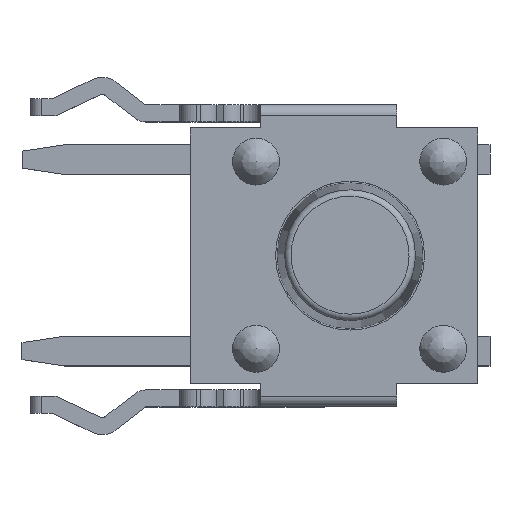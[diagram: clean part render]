
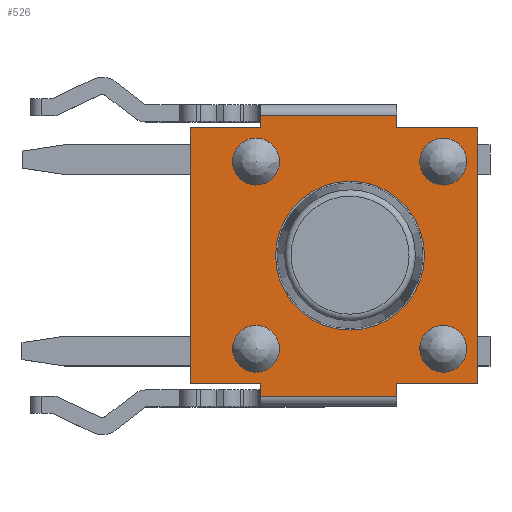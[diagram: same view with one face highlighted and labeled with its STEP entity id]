
A CAD part, top view. The second image highlights one B-rep face of the part: STEP entity #526.
In plain terms, the highlighted planar face has unit normal (0, 0, 1).
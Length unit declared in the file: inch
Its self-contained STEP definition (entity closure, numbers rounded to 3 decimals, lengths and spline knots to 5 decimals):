
#368=CARTESIAN_POINT('',(-0.16053,-0.14331,0.12953));
#369=DIRECTION('',(0.0,0.0,1.0));
#370=DIRECTION('',(1.0,0.0,0.0));
#371=AXIS2_PLACEMENT_3D('',#368,#369,#370);
#372=PLANE('',#371);
#373=CARTESIAN_POINT('',(0.0437,-0.13031,0.12953));
#374=VERTEX_POINT('',#373);
#375=CARTESIAN_POINT('',(-0.08228,-0.13031,0.12953));
#376=VERTEX_POINT('',#375);
#377=CARTESIAN_POINT('',(0.0437,-0.13031,0.12953));
#378=DIRECTION('',(-1.0,0.0,0.0));
#379=VECTOR('',#378,0.12598);
#380=LINE('',#377,#379);
#381=EDGE_CURVE('',#374,#376,#380,.T.);
#382=ORIENTED_EDGE('',*,*,#381,.F.);
#383=CARTESIAN_POINT('',(0.0437,-0.1185,0.12953));
#384=VERTEX_POINT('',#383);
#385=CARTESIAN_POINT('',(0.0437,-0.1185,0.12953));
#386=DIRECTION('',(0.0,-1.0,0.0));
#387=VECTOR('',#386,0.01181);
#388=LINE('',#385,#387);
#389=EDGE_CURVE('',#384,#374,#388,.T.);
#390=ORIENTED_EDGE('',*,*,#389,.F.);
#391=CARTESIAN_POINT('',(0.1185,-0.1185,0.12953));
#392=VERTEX_POINT('',#391);
#393=CARTESIAN_POINT('',(0.1185,-0.1185,0.12953));
#394=DIRECTION('',(-1.0,0.0,0.0));
#395=VECTOR('',#394,0.0748);
#396=LINE('',#393,#395);
#397=EDGE_CURVE('',#392,#384,#396,.T.);
#398=ORIENTED_EDGE('',*,*,#397,.F.);
#399=CARTESIAN_POINT('',(0.1185,0.11772,0.12953));
#400=VERTEX_POINT('',#399);
#401=CARTESIAN_POINT('',(0.1185,0.11772,0.12953));
#402=DIRECTION('',(0.0,-1.0,0.0));
#403=VECTOR('',#402,0.23622);
#404=LINE('',#401,#403);
#405=EDGE_CURVE('',#400,#392,#404,.T.);
#406=ORIENTED_EDGE('',*,*,#405,.F.);
#407=CARTESIAN_POINT('',(0.0437,0.11772,0.12953));
#408=VERTEX_POINT('',#407);
#409=CARTESIAN_POINT('',(0.0437,0.11772,0.12953));
#410=DIRECTION('',(1.0,0.0,0.0));
#411=VECTOR('',#410,0.0748);
#412=LINE('',#409,#411);
#413=EDGE_CURVE('',#408,#400,#412,.T.);
#414=ORIENTED_EDGE('',*,*,#413,.F.);
#415=CARTESIAN_POINT('',(0.0437,0.12953,0.12953));
#416=VERTEX_POINT('',#415);
#417=CARTESIAN_POINT('',(0.0437,0.12953,0.12953));
#418=DIRECTION('',(0.0,-1.0,0.0));
#419=VECTOR('',#418,0.01181);
#420=LINE('',#417,#419);
#421=EDGE_CURVE('',#416,#408,#420,.T.);
#422=ORIENTED_EDGE('',*,*,#421,.F.);
#423=CARTESIAN_POINT('',(-0.08228,0.12953,0.12953));
#424=VERTEX_POINT('',#423);
#425=CARTESIAN_POINT('',(-0.08228,0.12953,0.12953));
#426=DIRECTION('',(1.0,0.0,0.0));
#427=VECTOR('',#426,0.12598);
#428=LINE('',#425,#427);
#429=EDGE_CURVE('',#424,#416,#428,.T.);
#430=ORIENTED_EDGE('',*,*,#429,.F.);
#431=CARTESIAN_POINT('',(-0.08228,0.11772,0.12953));
#432=VERTEX_POINT('',#431);
#433=CARTESIAN_POINT('',(-0.08228,0.12953,0.12953));
#434=DIRECTION('',(0.0,-1.0,0.0));
#435=VECTOR('',#434,0.01181);
#436=LINE('',#433,#435);
#437=EDGE_CURVE('',#424,#432,#436,.T.);
#438=ORIENTED_EDGE('',*,*,#437,.T.);
#439=CARTESIAN_POINT('',(-0.14724,0.11772,0.12953));
#440=VERTEX_POINT('',#439);
#441=CARTESIAN_POINT('',(-0.14724,0.11772,0.12953));
#442=DIRECTION('',(1.0,0.0,0.0));
#443=VECTOR('',#442,0.06496);
#444=LINE('',#441,#443);
#445=EDGE_CURVE('',#440,#432,#444,.T.);
#446=ORIENTED_EDGE('',*,*,#445,.F.);
#447=CARTESIAN_POINT('',(-0.14724,-0.1185,0.12953));
#448=VERTEX_POINT('',#447);
#449=CARTESIAN_POINT('',(-0.14724,-0.1185,0.12953));
#450=DIRECTION('',(0.0,1.0,0.0));
#451=VECTOR('',#450,0.23622);
#452=LINE('',#449,#451);
#453=EDGE_CURVE('',#448,#440,#452,.T.);
#454=ORIENTED_EDGE('',*,*,#453,.F.);
#455=CARTESIAN_POINT('',(-0.08228,-0.1185,0.12953));
#456=VERTEX_POINT('',#455);
#457=CARTESIAN_POINT('',(-0.08228,-0.1185,0.12953));
#458=DIRECTION('',(-1.0,0.0,0.0));
#459=VECTOR('',#458,0.06496);
#460=LINE('',#457,#459);
#461=EDGE_CURVE('',#456,#448,#460,.T.);
#462=ORIENTED_EDGE('',*,*,#461,.F.);
#463=CARTESIAN_POINT('',(-0.08228,-0.13031,0.12953));
#464=DIRECTION('',(0.0,1.0,0.0));
#465=VECTOR('',#464,0.01181);
#466=LINE('',#463,#465);
#467=EDGE_CURVE('',#376,#456,#466,.T.);
#468=ORIENTED_EDGE('',*,*,#467,.F.);
#469=EDGE_LOOP('',(#382,#390,#398,#406,#414,#422,#430,#438,#446,#454,#462,#468));
#470=FACE_OUTER_BOUND('',#469,.T.);
#471=CARTESIAN_POINT('',(-0.06496,-0.08661,0.12953));
#472=VERTEX_POINT('',#471);
#473=CARTESIAN_POINT('',(-0.08661,-0.08661,0.12953));
#474=DIRECTION('',(0.0,0.0,1.0));
#475=DIRECTION('',(1.0,0.0,0.0));
#476=AXIS2_PLACEMENT_3D('',#473,#474,#475);
#477=CIRCLE('',#476,0.02165);
#478=EDGE_CURVE('',#472,#472,#477,.T.);
#479=ORIENTED_EDGE('',*,*,#478,.F.);
#480=EDGE_LOOP('',(#479));
#481=FACE_BOUND('',#480,.T.);
#482=CARTESIAN_POINT('',(0.10827,-0.08661,0.12953));
#483=VERTEX_POINT('',#482);
#484=CARTESIAN_POINT('',(0.08661,-0.08661,0.12953));
#485=DIRECTION('',(0.0,0.0,1.0));
#486=DIRECTION('',(1.0,0.0,0.0));
#487=AXIS2_PLACEMENT_3D('',#484,#485,#486);
#488=CIRCLE('',#487,0.02165);
#489=EDGE_CURVE('',#483,#483,#488,.T.);
#490=ORIENTED_EDGE('',*,*,#489,.F.);
#491=EDGE_LOOP('',(#490));
#492=FACE_BOUND('',#491,.T.);
#493=CARTESIAN_POINT('',(-0.10827,0.08661,0.12953));
#494=VERTEX_POINT('',#493);
#495=CARTESIAN_POINT('',(-0.08661,0.08661,0.12953));
#496=DIRECTION('',(0.0,0.0,-1.0));
#497=DIRECTION('',(-1.0,0.0,0.0));
#498=AXIS2_PLACEMENT_3D('',#495,#496,#497);
#499=CIRCLE('',#498,0.02165);
#500=EDGE_CURVE('',#494,#494,#499,.T.);
#501=ORIENTED_EDGE('',*,*,#500,.T.);
#502=EDGE_LOOP('',(#501));
#503=FACE_BOUND('',#502,.T.);
#504=CARTESIAN_POINT('',(0.06496,0.08661,0.12953));
#505=VERTEX_POINT('',#504);
#506=CARTESIAN_POINT('',(0.08661,0.08661,0.12953));
#507=DIRECTION('',(0.0,0.0,-1.0));
#508=DIRECTION('',(-1.0,0.0,0.0));
#509=AXIS2_PLACEMENT_3D('',#506,#507,#508);
#510=CIRCLE('',#509,0.02165);
#511=EDGE_CURVE('',#505,#505,#510,.T.);
#512=ORIENTED_EDGE('',*,*,#511,.T.);
#513=EDGE_LOOP('',(#512));
#514=FACE_BOUND('',#513,.T.);
#515=CARTESIAN_POINT('',(0.06929,-0.00039,0.12953));
#516=VERTEX_POINT('',#515);
#517=CARTESIAN_POINT('',(0.00039,-0.00039,0.12953));
#518=DIRECTION('',(0.0,0.0,-1.0));
#519=DIRECTION('',(-1.0,0.0,0.0));
#520=AXIS2_PLACEMENT_3D('',#517,#518,#519);
#521=CIRCLE('',#520,0.0689);
#522=EDGE_CURVE('',#516,#516,#521,.T.);
#523=ORIENTED_EDGE('',*,*,#522,.T.);
#524=EDGE_LOOP('',(#523));
#525=FACE_BOUND('',#524,.T.);
#526=ADVANCED_FACE('',(#470,#481,#492,#503,#514,#525),#372,.T.);
